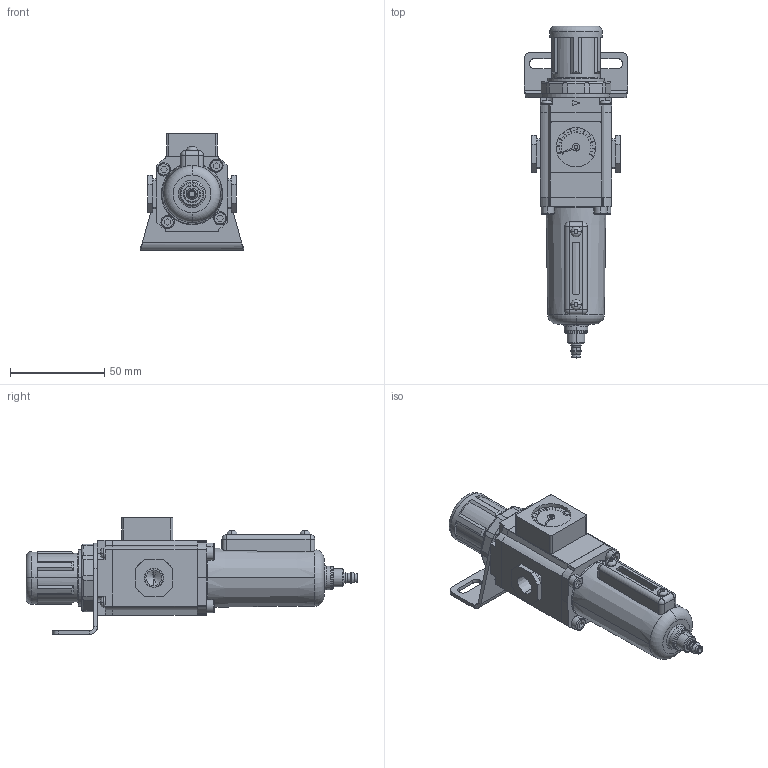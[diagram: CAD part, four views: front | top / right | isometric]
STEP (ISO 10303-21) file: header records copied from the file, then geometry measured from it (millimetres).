
FILE_DESCRIPTION (( 'STEP AP203' ), '1' );
FILE_NAME ('AFR-2133-MD.step', '2015-11-09T22:38:35', ( '' ), ( '' ), 'SwSTEP 2.0', 'SolidWorks 2015', '' );
FILE_SCHEMA (( 'CONFIG_CONTROL_DESIGN' ));
Length unit declared in the file: millimetre
Products named in the file (1): AFR-2133-MD
Bounding box: 55 x 176.5 x 62 mm (x, y, z)
Volume: 170864.9 mm3; surface area: 42753 mm2
Topology: 16 solids, 16 shells, 657 faces, 1616 edges, 1031 vertices
Faces by surface type: plane 397, cylinder 190, cone 30, torus 30, sphere 8, bspline 2
Entity records: 19802 total; most frequent: CARTESIAN_POINT 4079, DIRECTION 3265, ORIENTED_EDGE 3208, EDGE_CURVE 1604, AXIS2_PLACEMENT_3D 1115, VECTOR 1035, LINE 1035, VERTEX_POINT 1031
